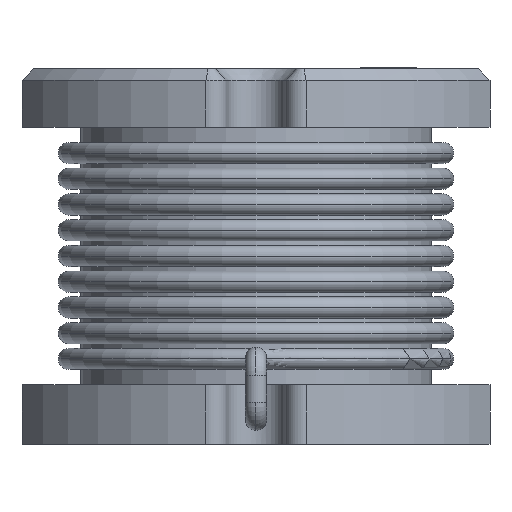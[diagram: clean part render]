
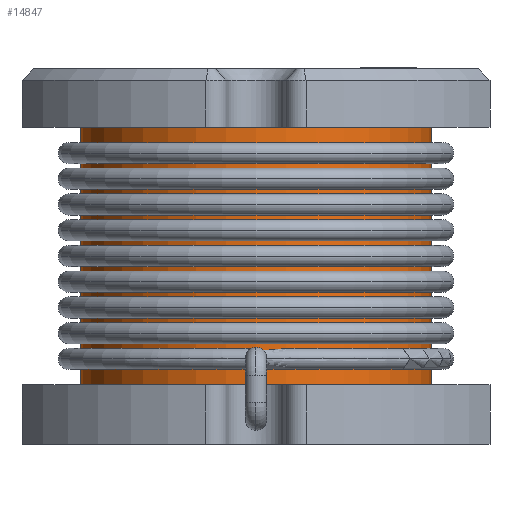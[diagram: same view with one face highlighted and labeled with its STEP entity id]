
A CAD part, front view. The second image highlights one B-rep face of the part: STEP entity #14847.
In plain terms, the highlighted cylindrical face has radius 1.5 mm (diameter 3 mm), a partial arc.
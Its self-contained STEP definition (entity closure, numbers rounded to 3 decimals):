
#174 = VERTEX_POINT ( 'NONE', #2953 ) ;
#796 = DIRECTION ( 'NONE',  ( 0., 0., -1. ) ) ;
#1434 = EDGE_LOOP ( 'NONE', ( #9766, #13568, #5258, #9615 ) ) ;
#1531 = CARTESIAN_POINT ( 'NONE',  ( -1.5, 0., 2.7 ) ) ;
#2009 = DIRECTION ( 'NONE',  ( 0., 0., -1. ) ) ;
#2132 = DIRECTION ( 'NONE',  ( 0., 0., 1. ) ) ;
#2366 = EDGE_CURVE ( 'NONE', #12981, #174, #17233, .T. ) ;
#2470 = CARTESIAN_POINT ( 'NONE',  ( 0., 0., 2.7 ) ) ;
#2584 = EDGE_CURVE ( 'NONE', #174, #20755, #5978, .T. ) ;
#2953 = CARTESIAN_POINT ( 'NONE',  ( -1.5, 0., 0.5 ) ) ;
#3453 = EDGE_CURVE ( 'NONE', #12981, #16423, #8215, .T. ) ;
#3962 = CARTESIAN_POINT ( 'NONE',  ( 0., 0., 0.5 ) ) ;
#5258 = ORIENTED_EDGE ( 'NONE', *, *, #2366, .T. ) ;
#5978 = CIRCLE ( 'NONE', #11827, 1.5 ) ;
#6291 = EDGE_CURVE ( 'NONE', #16423, #20755, #22068, .T. ) ;
#8020 = VECTOR ( 'NONE', #796, 1000. ) ;
#8215 = CIRCLE ( 'NONE', #20933, 1.5 ) ;
#9065 = DIRECTION ( 'NONE',  ( -1., 0., 0. ) ) ;
#9615 = ORIENTED_EDGE ( 'NONE', *, *, #2584, .T. ) ;
#9766 = ORIENTED_EDGE ( 'NONE', *, *, #6291, .F. ) ;
#10859 = DIRECTION ( 'NONE',  ( 1., 0., 0. ) ) ;
#10977 = DIRECTION ( 'NONE',  ( 0., 0., 1. ) ) ;
#11517 = CARTESIAN_POINT ( 'NONE',  ( 1.5, 0., 2.7 ) ) ;
#11827 = AXIS2_PLACEMENT_3D ( 'NONE', #3962, #10977, #10859 ) ;
#12567 = CARTESIAN_POINT ( 'NONE',  ( 1.5, 0., 2.7 ) ) ;
#12596 = DIRECTION ( 'NONE',  ( 1., 0., 0. ) ) ;
#12798 = FACE_OUTER_BOUND ( 'NONE', #1434, .T. ) ;
#12981 = VERTEX_POINT ( 'NONE', #15565 ) ;
#13568 = ORIENTED_EDGE ( 'NONE', *, *, #3453, .F. ) ;
#14718 = CARTESIAN_POINT ( 'NONE',  ( 1.5, 0., 0.5 ) ) ;
#14847 = ADVANCED_FACE ( 'NONE', ( #12798 ), #16133, .T. ) ;
#15565 = CARTESIAN_POINT ( 'NONE',  ( -1.5, 0., 2.7 ) ) ;
#16133 = CYLINDRICAL_SURFACE ( 'NONE', #17156, 1.5 ) ;
#16423 = VERTEX_POINT ( 'NONE', #12567 ) ;
#17156 = AXIS2_PLACEMENT_3D ( 'NONE', #17715, #2009, #9065 ) ;
#17233 = LINE ( 'NONE', #1531, #19472 ) ;
#17715 = CARTESIAN_POINT ( 'NONE',  ( 0., 0., 2.7 ) ) ;
#19472 = VECTOR ( 'NONE', #20730, 1000. ) ;
#20730 = DIRECTION ( 'NONE',  ( 0., 0., -1. ) ) ;
#20755 = VERTEX_POINT ( 'NONE', #14718 ) ;
#20933 = AXIS2_PLACEMENT_3D ( 'NONE', #2470, #2132, #12596 ) ;
#22068 = LINE ( 'NONE', #11517, #8020 ) ;
